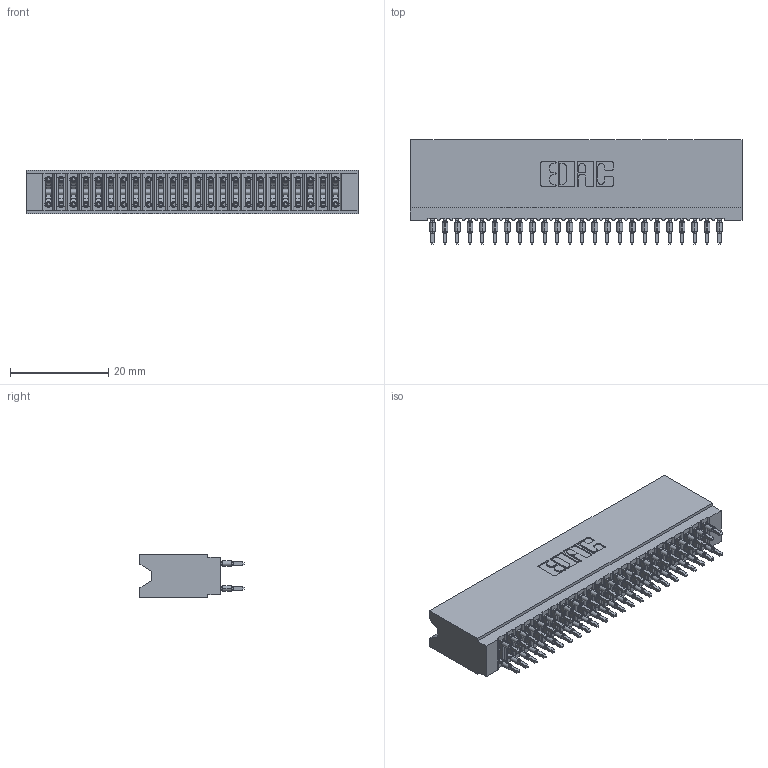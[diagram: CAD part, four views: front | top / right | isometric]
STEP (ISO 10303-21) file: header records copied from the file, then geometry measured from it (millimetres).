
FILE_DESCRIPTION (( 'STEP AP203' ), '1' );
FILE_NAME ('745-048-525-206.STEP', '2026-02-26T18:06:07', ( '' ), ( '' ), 'SwSTEP 2.0', 'SolidWorks 2023', '' );
FILE_SCHEMA (( 'CONFIG_CONTROL_DESIGN' ));
Length unit declared in the file: millimetre
Products named in the file (3): 745 Part_Insulator Option - 06; 745-048-525-206; 745-292-001_525
Assembly tree (49 placements, depth 2):
  745-048-525-206
    745 Part_Insulator Option - 06
    745-292-001_525  x48
Bounding box: 67.56 x 21.22 x 8.89 mm (x, y, z)
Volume: 6157.7 mm3; surface area: 12084.4 mm2
Topology: 49 solids, 49 shells, 4392 faces, 11804 edges, 7420 vertices
Faces by surface type: plane 2264, bspline 960, cylinder 880, torus 288
Entity records: 42882 total; most frequent: CARTESIAN_POINT 7946, ORIENTED_EDGE 7346, DIRECTION 6433, EDGE_CURVE 3673, LINE 3347, VECTOR 3347, VERTEX_POINT 2344, AXIS2_PLACEMENT_3D 1543
